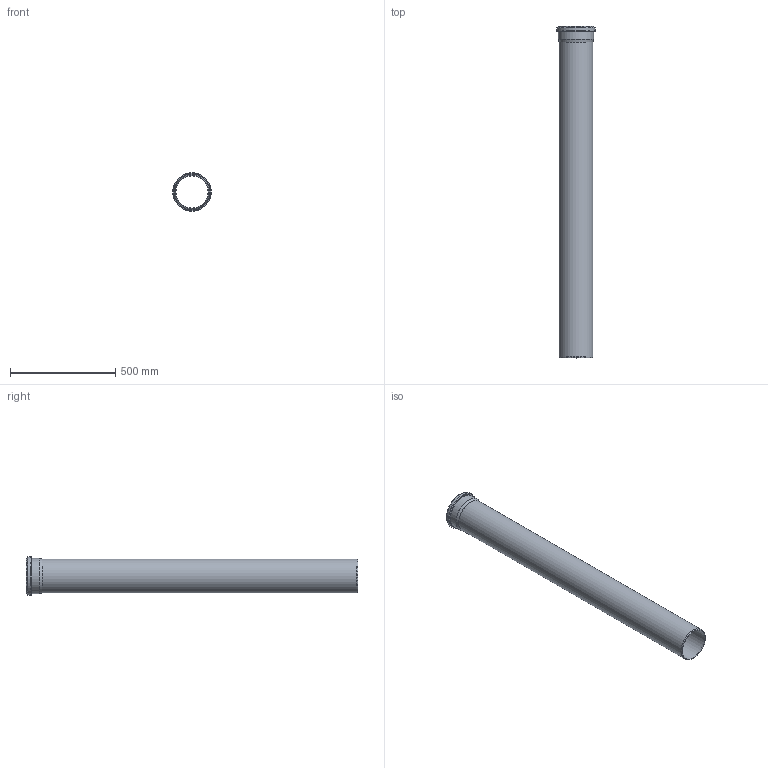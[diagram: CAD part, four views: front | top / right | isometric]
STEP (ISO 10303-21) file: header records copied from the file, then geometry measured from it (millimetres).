
FILE_DESCRIPTION(/* description */ (''),/* implementation_level */ '2;1');
FILE_NAME(/* name */ '177050 HTsafeEM DN_OD 160x1500.stp',/* time_stamp */ '2017-03-13T12:19:18+01:00',/* author */ ('user1'),/* organization */ (''),/* preprocessor_version */ 'ST-DEVELOPER v16.1',/* originating_system */ 'Autodesk Inventor 2016',/* authorisation */ '');
FILE_SCHEMA (('AUTOMOTIVE_DESIGN { 1 0 10303 214 3 1 1 }'));
Length unit declared in the file: millimetre
Products named in the file (1): 177050 HTsafeEM DN_OD 160x1500
Bounding box: 182.6 x 1575 x 182.6 mm (x, y, z)
Volume: 3029321.1 mm3; surface area: 1565620.2 mm2
Topology: 1 solids, 1 shells, 29 faces, 55 edges, 29 vertices
Faces by surface type: torus 10, cylinder 9, cone 7, plane 3
Full cylindrical faces by diameter (mm): 152.3 x1, 160.1 x1, 161 x1, 161.3 x2, 168 x1, 168.3 x1, 175.6 x1, 182.6 x1
Entity records: 612 total; most frequent: DIRECTION 118, CARTESIAN_POINT 88, AXIS2_PLACEMENT_3D 59, EDGE_LOOP 58, ORIENTED_EDGE 58, FACE_BOUND 29, FACE_OUTER_BOUND 29, CIRCLE 29
